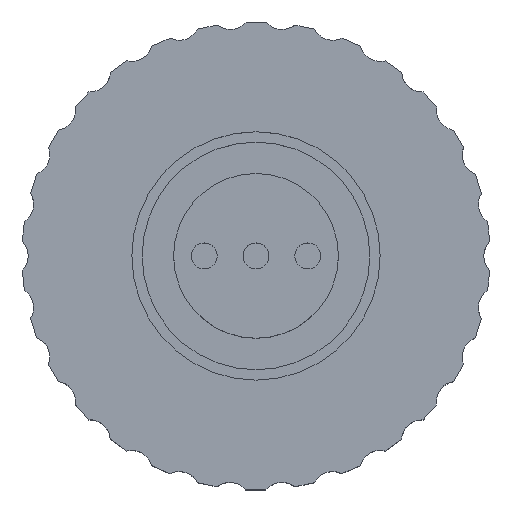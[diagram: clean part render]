
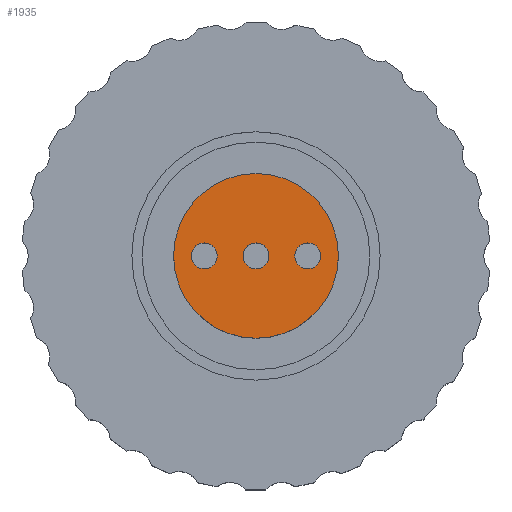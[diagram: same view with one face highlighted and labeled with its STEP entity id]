
A CAD part, top view. The second image highlights one B-rep face of the part: STEP entity #1935.
In plain terms, the highlighted planar face has unit normal (0, 0, 1).
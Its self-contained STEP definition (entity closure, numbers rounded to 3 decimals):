
#15=FACE_BOUND('',#330,.T.);
#16=FACE_BOUND('',#331,.T.);
#17=FACE_BOUND('',#332,.T.);
#84=CIRCLE('',#2174,0.625);
#85=CIRCLE('',#2176,0.625);
#86=CIRCLE('',#2178,0.625);
#87=CIRCLE('',#2180,3.98);
#225=FACE_OUTER_BOUND('',#329,.T.);
#329=EDGE_LOOP('',(#1630));
#330=EDGE_LOOP('',(#1631));
#331=EDGE_LOOP('',(#1632));
#332=EDGE_LOOP('',(#1633));
#898=VERTEX_POINT('',#3374);
#899=VERTEX_POINT('',#3378);
#900=VERTEX_POINT('',#3382);
#901=VERTEX_POINT('',#3386);
#1180=EDGE_CURVE('',#898,#898,#84,.T.);
#1182=EDGE_CURVE('',#899,#899,#85,.T.);
#1184=EDGE_CURVE('',#900,#900,#86,.T.);
#1186=EDGE_CURVE('',#901,#901,#87,.T.);
#1630=ORIENTED_EDGE('',*,*,#1186,.T.);
#1631=ORIENTED_EDGE('',*,*,#1184,.T.);
#1632=ORIENTED_EDGE('',*,*,#1182,.T.);
#1633=ORIENTED_EDGE('',*,*,#1180,.T.);
#1834=PLANE('',#2179);
#1935=ADVANCED_FACE('',(#225,#15,#16,#17),#1834,.T.);
#2174=AXIS2_PLACEMENT_3D('',#3375,#2779,#2780);
#2176=AXIS2_PLACEMENT_3D('',#3379,#2784,#2785);
#2178=AXIS2_PLACEMENT_3D('',#3383,#2789,#2790);
#2179=AXIS2_PLACEMENT_3D('',#3385,#2792,#2793);
#2180=AXIS2_PLACEMENT_3D('',#3387,#2794,#2795);
#2779=DIRECTION('center_axis',(0.,0.,-1.));
#2780=DIRECTION('ref_axis',(1.,0.,0.));
#2784=DIRECTION('center_axis',(0.,0.,-1.));
#2785=DIRECTION('ref_axis',(1.,0.,0.));
#2789=DIRECTION('center_axis',(0.,0.,-1.));
#2790=DIRECTION('ref_axis',(1.,0.,0.));
#2792=DIRECTION('center_axis',(0.,0.,1.));
#2793=DIRECTION('ref_axis',(1.,0.,0.));
#2794=DIRECTION('center_axis',(0.,0.,1.));
#2795=DIRECTION('ref_axis',(1.,0.,0.));
#3374=CARTESIAN_POINT('',(-35.625,-39.199,6.04));
#3375=CARTESIAN_POINT('Origin',(-35.,-39.199,6.04));
#3378=CARTESIAN_POINT('',(-33.125,-39.199,6.04));
#3379=CARTESIAN_POINT('Origin',(-32.5,-39.199,6.04));
#3382=CARTESIAN_POINT('',(-38.125,-39.199,6.04));
#3383=CARTESIAN_POINT('Origin',(-37.5,-39.199,6.04));
#3385=CARTESIAN_POINT('Origin',(-35.,-39.199,6.04));
#3386=CARTESIAN_POINT('',(-38.98,-39.199,6.04));
#3387=CARTESIAN_POINT('Origin',(-35.,-39.199,6.04));
